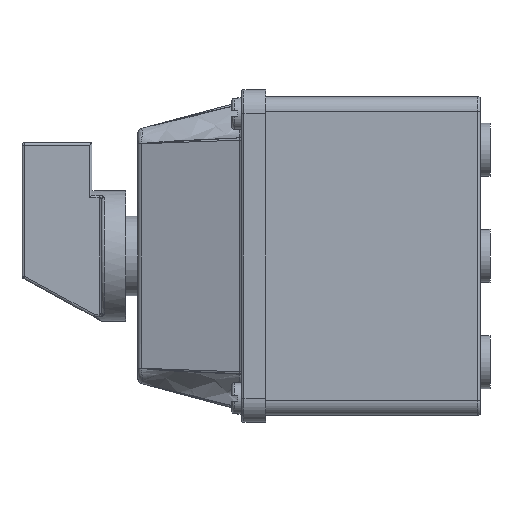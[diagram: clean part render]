
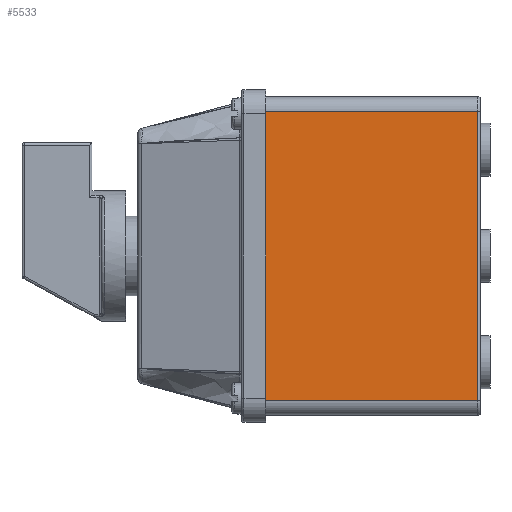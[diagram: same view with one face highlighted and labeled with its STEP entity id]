
A CAD part, left-side view. The second image highlights one B-rep face of the part: STEP entity #5533.
In plain terms, the highlighted planar face has unit normal (-1, 0, 0).
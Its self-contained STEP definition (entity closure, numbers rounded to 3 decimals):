
#639 = EDGE_CURVE ( 'NONE', #2630, #3260, #667, .T. ) ;
#667 = LINE ( 'NONE', #10349, #6136 ) ;
#1007 = CARTESIAN_POINT ( 'NONE',  ( -33., 0.5, -30. ) ) ;
#1282 = CARTESIAN_POINT ( 'NONE',  ( -33., 44.5, -30. ) ) ;
#1461 = ORIENTED_EDGE ( 'NONE', *, *, #11123, .F. ) ;
#1837 = ORIENTED_EDGE ( 'NONE', *, *, #639, .T. ) ;
#2214 = DIRECTION ( 'NONE',  ( 1., 0., 0. ) ) ;
#2525 = VECTOR ( 'NONE', #9252, 1000. ) ;
#2630 = VERTEX_POINT ( 'NONE', #8511 ) ;
#3085 = EDGE_CURVE ( 'NONE', #5606, #2630, #12425, .T. ) ;
#3260 = VERTEX_POINT ( 'NONE', #10035 ) ;
#3323 = ORIENTED_EDGE ( 'NONE', *, *, #3085, .T. ) ;
#3650 = EDGE_CURVE ( 'NONE', #3666, #5606, #5321, .T. ) ;
#3666 = VERTEX_POINT ( 'NONE', #1282 ) ;
#3995 = EDGE_LOOP ( 'NONE', ( #1461, #6742, #3323, #1837 ) ) ;
#4246 = DIRECTION ( 'NONE',  ( 0., 0., 1. ) ) ;
#4347 = CARTESIAN_POINT ( 'NONE',  ( -33., 44.5, -33. ) ) ;
#5321 = LINE ( 'NONE', #5809, #9143 ) ;
#5533 = ADVANCED_FACE ( 'NONE', ( #12621 ), #11957, .F. ) ;
#5606 = VERTEX_POINT ( 'NONE', #1007 ) ;
#5809 = CARTESIAN_POINT ( 'NONE',  ( -33., 44.5, -30. ) ) ;
#6136 = VECTOR ( 'NONE', #9298, 1000. ) ;
#6292 = CARTESIAN_POINT ( 'NONE',  ( -33., 0.5, -33. ) ) ;
#6742 = ORIENTED_EDGE ( 'NONE', *, *, #3650, .T. ) ;
#8511 = CARTESIAN_POINT ( 'NONE',  ( -33., 0.5, 30. ) ) ;
#8975 = DIRECTION ( 'NONE',  ( 0., -1., 0. ) ) ;
#9143 = VECTOR ( 'NONE', #8975, 1000. ) ;
#9252 = DIRECTION ( 'NONE',  ( 0., 0., 1. ) ) ;
#9298 = DIRECTION ( 'NONE',  ( 0., 1., 0. ) ) ;
#9945 = AXIS2_PLACEMENT_3D ( 'NONE', #4347, #2214, #12099 ) ;
#10035 = CARTESIAN_POINT ( 'NONE',  ( -33., 44.5, 30. ) ) ;
#10349 = CARTESIAN_POINT ( 'NONE',  ( -33., 44.5, 30. ) ) ;
#10452 = LINE ( 'NONE', #12610, #2525 ) ;
#11123 = EDGE_CURVE ( 'NONE', #3666, #3260, #10452, .T. ) ;
#11721 = VECTOR ( 'NONE', #4246, 1000. ) ;
#11957 = PLANE ( 'NONE',  #9945 ) ;
#12099 = DIRECTION ( 'NONE',  ( 0., 0., -1. ) ) ;
#12425 = LINE ( 'NONE', #6292, #11721 ) ;
#12610 = CARTESIAN_POINT ( 'NONE',  ( -33., 44.5, -33. ) ) ;
#12621 = FACE_OUTER_BOUND ( 'NONE', #3995, .T. ) ;
